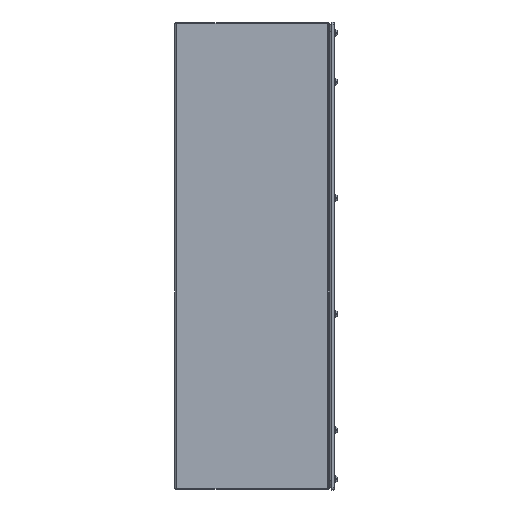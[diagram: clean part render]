
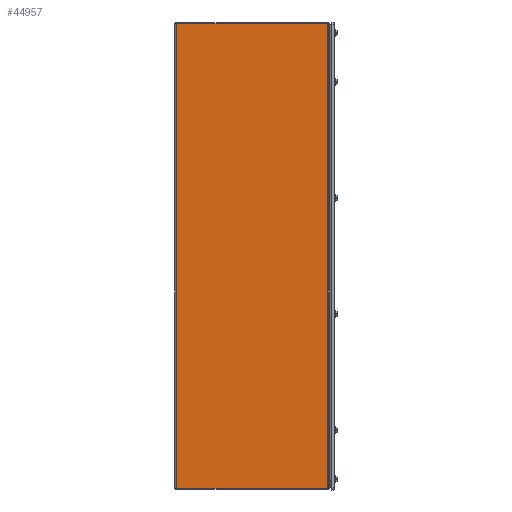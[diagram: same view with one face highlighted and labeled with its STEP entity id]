
A CAD part, left-side view. The second image highlights one B-rep face of the part: STEP entity #44957.
In plain terms, the highlighted planar face has unit normal (-1, 0, 0).
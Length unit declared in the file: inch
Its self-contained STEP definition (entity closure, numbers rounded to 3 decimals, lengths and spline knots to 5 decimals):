
#88 = CARTESIAN_POINT ( 'NONE',  ( -12.0675, 8., -12.0675 ) ) ;
#1495 = CARTESIAN_POINT ( 'NONE',  ( -12.0675, 7.89, -12.0675 ) ) ;
#2330 = CARTESIAN_POINT ( 'NONE',  ( -12.0675, 8., -12.0675 ) ) ;
#4044 = DIRECTION ( 'NONE',  ( 0., 0., 1. ) ) ;
#5154 = VECTOR ( 'NONE', #46657, 39.37008 ) ;
#5359 = CARTESIAN_POINT ( 'NONE',  ( -12.0675, 7.89, -12.0675 ) ) ;
#5590 = DIRECTION ( 'NONE',  ( 0., 0., -1. ) ) ;
#12406 = VERTEX_POINT ( 'NONE', #1495 ) ;
#12444 = VECTOR ( 'NONE', #4044, 39.37008 ) ;
#13126 = VECTOR ( 'NONE', #5590, 39.37008 ) ;
#13984 = EDGE_CURVE ( 'NONE', #22409, #28558, #22945, .T. ) ;
#15153 = CARTESIAN_POINT ( 'NONE',  ( -12.0675, 0.11, 12.0625 ) ) ;
#17061 = EDGE_CURVE ( 'NONE', #39029, #28558, #29817, .T. ) ;
#17245 = ORIENTED_EDGE ( 'NONE', *, *, #13984, .T. ) ;
#18191 = DIRECTION ( 'NONE',  ( 0., -1., 0. ) ) ;
#18241 = FACE_OUTER_BOUND ( 'NONE', #35084, .T. ) ;
#18480 = DIRECTION ( 'NONE',  ( 0., 0., -1. ) ) ;
#18516 = CARTESIAN_POINT ( 'NONE',  ( -12.0675, 0.11, 12.0625 ) ) ;
#21345 = EDGE_CURVE ( 'NONE', #39029, #12406, #38566, .T. ) ;
#22409 = VERTEX_POINT ( 'NONE', #26455 ) ;
#22945 = LINE ( 'NONE', #15153, #12444 ) ;
#24147 = ORIENTED_EDGE ( 'NONE', *, *, #31990, .T. ) ;
#25226 = VECTOR ( 'NONE', #18191, 39.37008 ) ;
#25929 = CARTESIAN_POINT ( 'NONE',  ( -12.0675, 8., 12.0625 ) ) ;
#26455 = CARTESIAN_POINT ( 'NONE',  ( -12.0675, 0.11, -12.0675 ) ) ;
#26668 = ORIENTED_EDGE ( 'NONE', *, *, #21345, .T. ) ;
#28558 = VERTEX_POINT ( 'NONE', #18516 ) ;
#29817 = LINE ( 'NONE', #25929, #25226 ) ;
#31153 = CARTESIAN_POINT ( 'NONE',  ( -12.0675, 7.89, 12.0625 ) ) ;
#31990 = EDGE_CURVE ( 'NONE', #12406, #22409, #35501, .T. ) ;
#33017 = PLANE ( 'NONE',  #43121 ) ;
#35084 = EDGE_LOOP ( 'NONE', ( #24147, #17245, #38003, #26668 ) ) ;
#35501 = LINE ( 'NONE', #2330, #5154 ) ;
#38003 = ORIENTED_EDGE ( 'NONE', *, *, #17061, .F. ) ;
#38566 = LINE ( 'NONE', #5359, #13126 ) ;
#39029 = VERTEX_POINT ( 'NONE', #31153 ) ;
#40774 = DIRECTION ( 'NONE',  ( 1., 0., 0. ) ) ;
#43121 = AXIS2_PLACEMENT_3D ( 'NONE', #88, #40774, #18480 ) ;
#44957 = ADVANCED_FACE ( 'NONE', ( #18241 ), #33017, .F. ) ;
#46657 = DIRECTION ( 'NONE',  ( 0., -1., 0. ) ) ;
